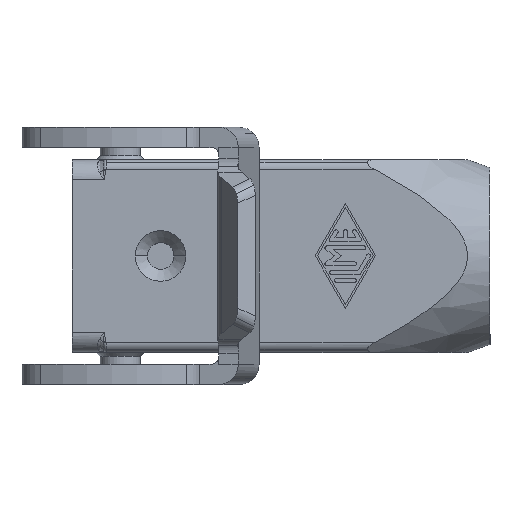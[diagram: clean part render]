
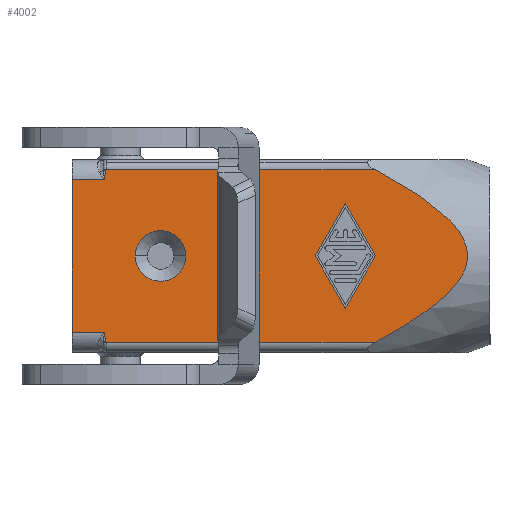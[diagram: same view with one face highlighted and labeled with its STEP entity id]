
A CAD part, top view. The second image highlights one B-rep face of the part: STEP entity #4002.
In plain terms, the highlighted planar face has unit normal (0, 0, 1).
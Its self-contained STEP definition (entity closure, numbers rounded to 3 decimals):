
#651=CARTESIAN_POINT('',(0.18,10.75,12.));
#652=VERTEX_POINT('',#651);
#668=CARTESIAN_POINT('',(33.689,10.75,12.));
#669=VERTEX_POINT('',#668);
#670=CARTESIAN_POINT('',(0.18,10.75,12.));
#671=DIRECTION('',(1.0,0.0,0.0));
#672=VECTOR('',#671,33.509);
#673=LINE('',#670,#672);
#674=EDGE_CURVE('',#652,#669,#673,.T.);
#865=CARTESIAN_POINT('',(10.15,0.0,12.));
#866=VERTEX_POINT('',#865);
#874=CARTESIAN_POINT('',(3.85,0.,12.));
#875=VERTEX_POINT('',#874);
#882=CARTESIAN_POINT('',(7.,0.0,12.));
#883=DIRECTION('',(0.0,0.0,-1.0));
#884=DIRECTION('',(1.0,0.0,0.0));
#885=AXIS2_PLACEMENT_3D('',#882,#883,#884);
#886=CIRCLE('',#885,3.15);
#887=EDGE_CURVE('',#866,#875,#886,.T.);
#1042=CARTESIAN_POINT('',(33.689,-10.75,12.));
#1043=VERTEX_POINT('',#1042);
#1044=CARTESIAN_POINT('',(33.689,-10.75,12.));
#1045=CARTESIAN_POINT('',(53.774,0.,12.0));
#1046=CARTESIAN_POINT('',(33.689,10.75,12.));
#1054=(BOUNDED_CURVE()B_SPLINE_CURVE(2,(#1044,#1045,#1046),.UNSPECIFIED.,.F.,.U.)B_SPLINE_CURVE_WITH_KNOTS((3,3),(0.099,3.42),.UNSPECIFIED.)CURVE()GEOMETRIC_REPRESENTATION_ITEM()RATIONAL_B_SPLINE_CURVE((1.021,1.371,1.021))REPRESENTATION_ITEM(''));
#1055=EDGE_CURVE('',#1043,#669,#1054,.T.);
#3110=CARTESIAN_POINT('',(30.0,-6.5,12.));
#3111=VERTEX_POINT('',#3110);
#3118=CARTESIAN_POINT('',(33.75,0.,12.));
#3119=VERTEX_POINT('',#3118);
#3120=CARTESIAN_POINT('',(33.75,0.,12.));
#3121=DIRECTION('',(-0.5,-0.866,0.0));
#3122=VECTOR('',#3121,7.504);
#3123=LINE('',#3120,#3122);
#3124=EDGE_CURVE('',#3119,#3111,#3123,.T.);
#3149=CARTESIAN_POINT('',(30.0,6.5,12.));
#3150=VERTEX_POINT('',#3149);
#3151=CARTESIAN_POINT('',(30.0,6.5,12.));
#3152=DIRECTION('',(0.5,-0.866,0.0));
#3153=VECTOR('',#3152,7.504);
#3154=LINE('',#3151,#3153);
#3155=EDGE_CURVE('',#3150,#3119,#3154,.T.);
#3180=CARTESIAN_POINT('',(26.25,0.,12.));
#3181=VERTEX_POINT('',#3180);
#3182=CARTESIAN_POINT('',(26.25,0.,12.));
#3183=DIRECTION('',(0.5,0.866,0.0));
#3184=VECTOR('',#3183,7.504);
#3185=LINE('',#3182,#3184);
#3186=EDGE_CURVE('',#3181,#3150,#3185,.T.);
#3209=CARTESIAN_POINT('',(30.0,-6.5,12.));
#3210=DIRECTION('',(-0.5,0.866,0.0));
#3211=VECTOR('',#3210,7.504);
#3212=LINE('',#3209,#3211);
#3213=EDGE_CURVE('',#3111,#3181,#3212,.T.);
#3875=CARTESIAN_POINT('',(0.0,-12.,12.));
#3876=DIRECTION('',(0.0,0.0,1.0));
#3877=DIRECTION('',(1.0,0.0,0.0));
#3878=AXIS2_PLACEMENT_3D('',#3875,#3876,#3877);
#3879=PLANE('',#3878);
#3880=ORIENTED_EDGE('',*,*,#1055,.T.);
#3881=ORIENTED_EDGE('',*,*,#674,.F.);
#3882=CARTESIAN_POINT('',(0.151,10.628,12.));
#3883=VERTEX_POINT('',#3882);
#3884=CARTESIAN_POINT('',(0.151,10.628,12.));
#3885=CARTESIAN_POINT('',(0.152,10.634,12.));
#3886=CARTESIAN_POINT('',(0.153,10.639,12.));
#3887=CARTESIAN_POINT('',(0.155,10.652,12.));
#3888=CARTESIAN_POINT('',(0.157,10.66,12.));
#3889=CARTESIAN_POINT('',(0.162,10.681,12.));
#3890=CARTESIAN_POINT('',(0.165,10.694,12.));
#3891=CARTESIAN_POINT('',(0.172,10.722,12.));
#3892=CARTESIAN_POINT('',(0.176,10.736,12.));
#3893=CARTESIAN_POINT('',(0.18,10.75,12.));
#3894=B_SPLINE_CURVE_WITH_KNOTS('',3,(#3884,#3885,#3886,#3887,#3888,#3889,#3890,#3891,#3892,#3893),.UNSPECIFIED.,.F.,.U.,(4,2,2,2,4),(0.,0.002,0.004,0.008,0.013),.UNSPECIFIED.);
#3895=EDGE_CURVE('',#3883,#652,#3894,.T.);
#3896=ORIENTED_EDGE('',*,*,#3895,.F.);
#3897=CARTESIAN_POINT('',(0.0,9.5,12.));
#3898=VERTEX_POINT('',#3897);
#3899=CARTESIAN_POINT('',(0.151,10.628,12.));
#3900=CARTESIAN_POINT('',(0.141,10.563,12.));
#3901=CARTESIAN_POINT('',(0.131,10.497,12.));
#3902=CARTESIAN_POINT('',(0.111,10.356,12.));
#3903=CARTESIAN_POINT('',(0.101,10.281,12.));
#3904=CARTESIAN_POINT('',(0.084,10.159,12.));
#3905=CARTESIAN_POINT('',(0.078,10.112,12.));
#3906=CARTESIAN_POINT('',(0.069,10.041,12.));
#3907=CARTESIAN_POINT('',(0.066,10.018,12.));
#3908=CARTESIAN_POINT('',(0.058,9.957,12.));
#3909=CARTESIAN_POINT('',(0.053,9.919,12.));
#3910=CARTESIAN_POINT('',(0.04,9.821,12.));
#3911=CARTESIAN_POINT('',(0.033,9.761,12.));
#3912=CARTESIAN_POINT('',(0.017,9.634,12.));
#3913=CARTESIAN_POINT('',(0.008,9.567,12.));
#3914=CARTESIAN_POINT('',(0.,9.5,12.));
#3915=B_SPLINE_CURVE_WITH_KNOTS('',3,(#3899,#3900,#3901,#3902,#3903,#3904,#3905,#3906,#3907,#3908,#3909,#3910,#3911,#3912,#3913,#3914),.UNSPECIFIED.,.F.,.U.,(4,2,2,2,2,2,2,4),(-0.113,-0.093,-0.07,-0.056,-0.049,-0.038,-0.019,0.001),.UNSPECIFIED.);
#3916=EDGE_CURVE('',#3898,#3883,#3915,.F.);
#3917=ORIENTED_EDGE('',*,*,#3916,.F.);
#3918=CARTESIAN_POINT('',(-4.0,9.5,12.));
#3919=VERTEX_POINT('',#3918);
#3920=CARTESIAN_POINT('',(0.0,9.5,12.));
#3921=DIRECTION('',(-1.0,0.0,0.0));
#3922=VECTOR('',#3921,4.0);
#3923=LINE('',#3920,#3922);
#3924=EDGE_CURVE('',#3898,#3919,#3923,.T.);
#3925=ORIENTED_EDGE('',*,*,#3924,.T.);
#3926=CARTESIAN_POINT('',(-4.0,-9.5,12.));
#3927=VERTEX_POINT('',#3926);
#3928=CARTESIAN_POINT('',(-4.0,9.5,12.));
#3929=DIRECTION('',(0.0,-1.0,0.0));
#3930=VECTOR('',#3929,19.);
#3931=LINE('',#3928,#3930);
#3932=EDGE_CURVE('',#3919,#3927,#3931,.T.);
#3933=ORIENTED_EDGE('',*,*,#3932,.T.);
#3934=CARTESIAN_POINT('',(0.0,-9.5,12.));
#3935=VERTEX_POINT('',#3934);
#3936=CARTESIAN_POINT('',(0.0,-9.5,12.));
#3937=DIRECTION('',(-1.0,0.0,0.0));
#3938=VECTOR('',#3937,4.0);
#3939=LINE('',#3936,#3938);
#3940=EDGE_CURVE('',#3935,#3927,#3939,.T.);
#3941=ORIENTED_EDGE('',*,*,#3940,.F.);
#3942=CARTESIAN_POINT('',(0.151,-10.628,12.));
#3943=VERTEX_POINT('',#3942);
#3944=CARTESIAN_POINT('',(0.,-9.5,12.));
#3945=CARTESIAN_POINT('',(0.008,-9.566,12.));
#3946=CARTESIAN_POINT('',(0.017,-9.632,12.0));
#3947=CARTESIAN_POINT('',(0.034,-9.773,12.0));
#3948=CARTESIAN_POINT('',(0.044,-9.848,12.));
#3949=CARTESIAN_POINT('',(0.06,-9.971,12.));
#3950=CARTESIAN_POINT('',(0.066,-10.018,12.));
#3951=CARTESIAN_POINT('',(0.075,-10.088,12.));
#3952=CARTESIAN_POINT('',(0.078,-10.112,12.));
#3953=CARTESIAN_POINT('',(0.086,-10.173,12.));
#3954=CARTESIAN_POINT('',(0.091,-10.21,12.));
#3955=CARTESIAN_POINT('',(0.105,-10.308,12.));
#3956=CARTESIAN_POINT('',(0.113,-10.368,12.));
#3957=CARTESIAN_POINT('',(0.131,-10.495,12.));
#3958=CARTESIAN_POINT('',(0.141,-10.562,12.));
#3959=CARTESIAN_POINT('',(0.151,-10.628,12.));
#3960=B_SPLINE_CURVE_WITH_KNOTS('',3,(#3944,#3945,#3946,#3947,#3948,#3949,#3950,#3951,#3952,#3953,#3954,#3955,#3956,#3957,#3958,#3959),.UNSPECIFIED.,.F.,.U.,(4,2,2,2,2,2,2,4),(-0.114,-0.094,-0.071,-0.057,-0.05,-0.038,-0.02,0.0),.UNSPECIFIED.);
#3961=EDGE_CURVE('',#3943,#3935,#3960,.F.);
#3962=ORIENTED_EDGE('',*,*,#3961,.F.);
#3963=CARTESIAN_POINT('',(0.18,-10.75,12.));
#3964=VERTEX_POINT('',#3963);
#3965=CARTESIAN_POINT('',(0.151,-10.628,12.));
#3966=CARTESIAN_POINT('',(0.152,-10.634,12.));
#3967=CARTESIAN_POINT('',(0.153,-10.639,12.));
#3968=CARTESIAN_POINT('',(0.155,-10.652,12.));
#3969=CARTESIAN_POINT('',(0.157,-10.66,12.));
#3970=CARTESIAN_POINT('',(0.162,-10.681,12.));
#3971=CARTESIAN_POINT('',(0.165,-10.694,12.));
#3972=CARTESIAN_POINT('',(0.172,-10.722,12.));
#3973=CARTESIAN_POINT('',(0.176,-10.736,12.));
#3974=CARTESIAN_POINT('',(0.18,-10.75,12.));
#3975=B_SPLINE_CURVE_WITH_KNOTS('',3,(#3965,#3966,#3967,#3968,#3969,#3970,#3971,#3972,#3973,#3974),.UNSPECIFIED.,.F.,.U.,(4,2,2,2,4),(-0.013,-0.011,-0.008,-0.004,0.),.UNSPECIFIED.);
#3976=EDGE_CURVE('',#3964,#3943,#3975,.F.);
#3977=ORIENTED_EDGE('',*,*,#3976,.F.);
#3978=CARTESIAN_POINT('',(33.689,-10.75,12.));
#3979=DIRECTION('',(-1.0,0.0,0.0));
#3980=VECTOR('',#3979,33.509);
#3981=LINE('',#3978,#3980);
#3982=EDGE_CURVE('',#1043,#3964,#3981,.T.);
#3983=ORIENTED_EDGE('',*,*,#3982,.F.);
#3984=EDGE_LOOP('',(#3880,#3881,#3896,#3917,#3925,#3933,#3941,#3962,#3977,#3983));
#3985=FACE_OUTER_BOUND('',#3984,.T.);
#3986=ORIENTED_EDGE('',*,*,#887,.T.);
#3987=CARTESIAN_POINT('',(7.,0.0,12.));
#3988=DIRECTION('',(0.0,0.0,-1.0));
#3989=DIRECTION('',(1.0,0.0,0.0));
#3990=AXIS2_PLACEMENT_3D('',#3987,#3988,#3989);
#3991=CIRCLE('',#3990,3.15);
#3992=EDGE_CURVE('',#875,#866,#3991,.T.);
#3993=ORIENTED_EDGE('',*,*,#3992,.T.);
#3994=EDGE_LOOP('',(#3986,#3993));
#3995=FACE_BOUND('',#3994,.T.);
#3996=ORIENTED_EDGE('',*,*,#3124,.T.);
#3997=ORIENTED_EDGE('',*,*,#3213,.T.);
#3998=ORIENTED_EDGE('',*,*,#3186,.T.);
#3999=ORIENTED_EDGE('',*,*,#3155,.T.);
#4000=EDGE_LOOP('',(#3996,#3997,#3998,#3999));
#4001=FACE_BOUND('',#4000,.T.);
#4002=ADVANCED_FACE('',(#3985,#3995,#4001),#3879,.T.);
